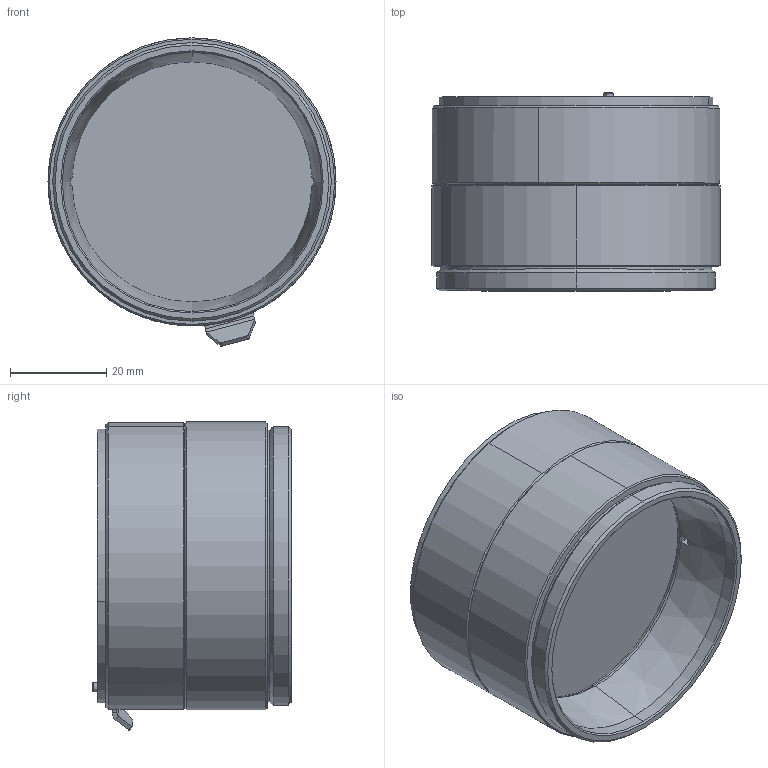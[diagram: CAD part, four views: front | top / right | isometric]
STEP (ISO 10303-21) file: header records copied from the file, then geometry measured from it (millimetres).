
FILE_DESCRIPTION (( 'STEP AP214' ), '1' );
FILE_NAME ('F009031-03005 M58 F-Mount-IR-CUT .STEP', '2020-10-22T06:06:11', ( '' ), ( '' ), 'SwSTEP 2.0', 'SolidWorks 2020', '' );
FILE_SCHEMA (( 'AUTOMOTIVE_DESIGN' ));
Length unit declared in the file: millimetre
Products named in the file (12): E004004-01001 Filter IR-Cut 680nm d56,5; E002373-02001 M58 Nikon Adapter Teil 1; B003029-01001_Entriegelblech mit Justagestift_8_5; E002371-01001 Feder C for Nikon Hama; E002374-01003 M58 Nikon Adapter Teil 2; E002370-02001 Entriegelblech für Oberer Ring C for Nikon; E002258-00000 M2x4 FK; F009031-03005 M58 F-Mount-IR-CUT ; E002445-01001 Justage Stift für Oberer Ring C for Nikon_L_8_5; E002367-04001 Ring silber C for Nikon; E004006-01001 O-Ring 52x2 P583 NBR 70; E002368-02001 Federring C for Nikon
Assembly tree (13 placements, depth 3):
  F009031-03005 M58 F-Mount-IR-CUT 
    E004006-01001 O-Ring 52x2 P583 NBR 70
    E004004-01001 Filter IR-Cut 680nm d56,5
    E002371-01001 Feder C for Nikon Hama
    E002258-00000 M2x4 FK  x3
    E002368-02001 Federring C for Nikon
    E002367-04001 Ring silber C for Nikon
    E002374-01003 M58 Nikon Adapter Teil 2
    E002373-02001 M58 Nikon Adapter Teil 1
    B003029-01001_Entriegelblech mit Justagestift_8_5
      E002370-02001 Entriegelblech für Oberer Ring C for Nikon
      E002445-01001 Justage Stift für Oberer Ring C for Nikon_L_8_5
Bounding box: 60 x 41.25 x 64.21 mm (x, y, z)
Volume: 35034.1 mm3; surface area: 29727.2 mm2
Topology: 13 solids, 13 shells, 421 faces, 978 edges, 596 vertices
Faces by surface type: cylinder 176, plane 156, cone 45, bspline 38, torus 6
Entity records: 13605 total; most frequent: CARTESIAN_POINT 4334, DIRECTION 1823, ORIENTED_EDGE 1748, EDGE_CURVE 874, AXIS2_PLACEMENT_3D 741, VERTEX_POINT 532, EDGE_LOOP 426, FACE_OUTER_BOUND 381
